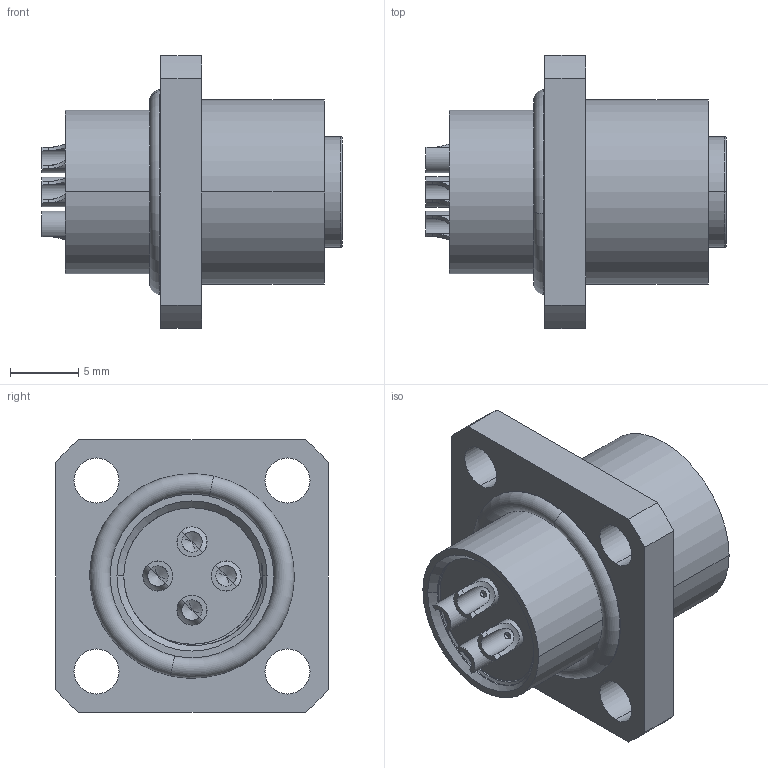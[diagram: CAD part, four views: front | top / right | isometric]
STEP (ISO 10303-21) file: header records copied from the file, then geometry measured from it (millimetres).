
FILE_DESCRIPTION (( 'STEP AP203' ), '1' );
FILE_NAME ('55-00461.STEP', '2025-03-18T17:47:17', ( '' ), ( '' ), 'SwSTEP 2.0', 'SolidWorks 2021', '' );
FILE_SCHEMA (( 'CONFIG_CONTROL_DESIGN' ));
Length unit declared in the file: millimetre
Products named in the file (6): 55-00461-02___; 55-00461-04___; 55-00461-03___; 55-00461; 55-00461-01___; 55-00461-05___
Assembly tree (8 placements, depth 2):
  55-00461
    55-00461-01___
    55-00461-02___
    55-00461-03___  x4
    55-00461-04___
    55-00461-05___
Bounding box: 22 x 20 x 20 mm (x, y, z)
Volume: 2629.1 mm3; surface area: 5049.9 mm2
Topology: 8 solids, 8 shells, 293 faces, 732 edges, 457 vertices
Faces by surface type: cylinder 141, plane 89, cone 30, torus 26, bspline 7
Entity records: 9249 total; most frequent: CARTESIAN_POINT 4018, DIRECTION 966, ORIENTED_EDGE 952, EDGE_CURVE 476, AXIS2_PLACEMENT_3D 383, VERTEX_POINT 307, EDGE_LOOP 227, VECTOR 200
